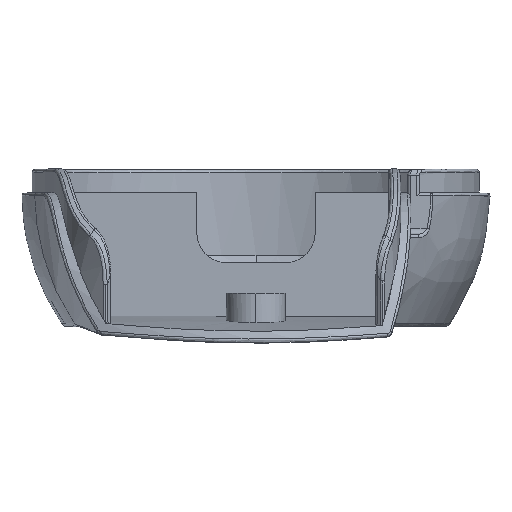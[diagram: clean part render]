
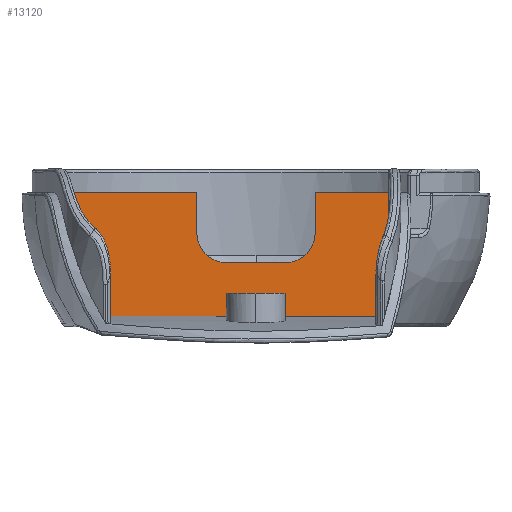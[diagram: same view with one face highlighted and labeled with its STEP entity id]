
A CAD part, top view. The second image highlights one B-rep face of the part: STEP entity #13120.
In plain terms, the highlighted planar face has unit normal (0, 0, 1).
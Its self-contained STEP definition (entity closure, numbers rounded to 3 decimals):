
#185 = DIRECTION ( 'NONE',  ( 1., 0., 0. ) ) ;
#204 = CARTESIAN_POINT ( 'NONE',  ( -13.412, 0., 50.3 ) ) ;
#524 = DIRECTION ( 'NONE',  ( -1., 0., 0. ) ) ;
#553 = DIRECTION ( 'NONE',  ( 0., 0., -1. ) ) ;
#646 = ORIENTED_EDGE ( 'NONE', *, *, #3515, .F. ) ;
#683 = CARTESIAN_POINT ( 'NONE',  ( -13.412, 500000., 50.3 ) ) ;
#746 = B_SPLINE_CURVE_WITH_KNOTS ( 'NONE', 3,
 ( #6062, #6006, #6221, #6242, #6273, #6278 ),
 .UNSPECIFIED., .F., .F.,
 ( 4, 2, 4 ),
 ( 0., 0.006, 0.011 ),
 .UNSPECIFIED. ) ;
#885 = PLANE ( 'NONE',  #5173 ) ;
#1251 = CARTESIAN_POINT ( 'NONE',  ( 20.491, -20.932, 50.3 ) ) ;
#1270 = CARTESIAN_POINT ( 'NONE',  ( 21.268, -18.643, 50.3 ) ) ;
#1322 = ORIENTED_EDGE ( 'NONE', *, *, #5554, .F. ) ;
#1431 = EDGE_CURVE ( 'NONE', #6990, #2642, #7498, .T. ) ;
#1476 = CARTESIAN_POINT ( 'NONE',  ( 21.917, -16.312, 50.3 ) ) ;
#1882 = DIRECTION ( 'NONE',  ( 1., 0., 0. ) ) ;
#1906 = DIRECTION ( 'NONE',  ( 0., 0., 1. ) ) ;
#1910 = CARTESIAN_POINT ( 'NONE',  ( 5., -6.8, 50.3 ) ) ;
#2046 = B_SPLINE_CURVE_WITH_KNOTS ( 'NONE', 3,
 ( #2467, #1476, #1270, #1251 ),
 .UNSPECIFIED., .F., .F.,
 ( 4, 4 ),
 ( 0., 0.007 ),
 .UNSPECIFIED. ) ;
#2112 = ORIENTED_EDGE ( 'NONE', *, *, #9094, .F. ) ;
#2133 = ORIENTED_EDGE ( 'NONE', *, *, #1431, .F. ) ;
#2427 = DIRECTION ( 'NONE',  ( -1., 0., 0. ) ) ;
#2467 = CARTESIAN_POINT ( 'NONE',  ( 22.434, -13.951, 50.3 ) ) ;
#2539 = DIRECTION ( 'NONE',  ( 0., 0., 1. ) ) ;
#2642 = VERTEX_POINT ( 'NONE', #12369 ) ;
#2660 = CARTESIAN_POINT ( 'NONE',  ( -5., -6.8, 50.3 ) ) ;
#2695 = VECTOR ( 'NONE', #11851, 1000. ) ;
#2781 = LINE ( 'NONE', #15735, #2695 ) ;
#2979 = ORIENTED_EDGE ( 'NONE', *, *, #13058, .F. ) ;
#3515 = EDGE_CURVE ( 'NONE', #10105, #13265, #8716, .T. ) ;
#3549 = VERTEX_POINT ( 'NONE', #4433 ) ;
#3777 = EDGE_CURVE ( 'NONE', #15891, #6486, #5517, .T. ) ;
#3919 = CARTESIAN_POINT ( 'NONE',  ( 10., -6.8, 50.3 ) ) ;
#4256 = ORIENTED_EDGE ( 'NONE', *, *, #5625, .F. ) ;
#4433 = CARTESIAN_POINT ( 'NONE',  ( 10., 0., 50.3 ) ) ;
#4737 = VERTEX_POINT ( 'NONE', #6172 ) ;
#4896 = AXIS2_PLACEMENT_3D ( 'NONE', #1910, #1906, #1882 ) ;
#4900 = EDGE_CURVE ( 'NONE', #13265, #10671, #16342, .T. ) ;
#4994 = DIRECTION ( 'NONE',  ( 0., -1., 0. ) ) ;
#5004 = CARTESIAN_POINT ( 'NONE',  ( -13.412, 0., 50.3 ) ) ;
#5031 = CARTESIAN_POINT ( 'NONE',  ( -10., 500000., 50.3 ) ) ;
#5173 = AXIS2_PLACEMENT_3D ( 'NONE', #683, #553, #524 ) ;
#5205 = CARTESIAN_POINT ( 'NONE',  ( -5., -11.8, 50.3 ) ) ;
#5353 = DIRECTION ( 'NONE',  ( 1., 0., 0. ) ) ;
#5436 = AXIS2_PLACEMENT_3D ( 'NONE', #2660, #2539, #2427 ) ;
#5517 = CIRCLE ( 'NONE', #4896, 5. ) ;
#5544 = CARTESIAN_POINT ( 'NONE',  ( 22.434, -13.951, 50.3 ) ) ;
#5554 = EDGE_CURVE ( 'NONE', #2642, #10105, #15351, .T. ) ;
#5625 = EDGE_CURVE ( 'NONE', #13692, #9052, #8427, .T. ) ;
#6006 = CARTESIAN_POINT ( 'NONE',  ( -28.734, -19.284, 50.3 ) ) ;
#6010 = CARTESIAN_POINT ( 'NONE',  ( -27.726, -20.85, 50.3 ) ) ;
#6062 = CARTESIAN_POINT ( 'NONE',  ( -27.726, -20.85, 50.3 ) ) ;
#6172 = CARTESIAN_POINT ( 'NONE',  ( 22.434, 0., 50.3 ) ) ;
#6221 = CARTESIAN_POINT ( 'NONE',  ( -29.627, -17.648, 50.3 ) ) ;
#6242 = CARTESIAN_POINT ( 'NONE',  ( -31.167, -14.259, 50.3 ) ) ;
#6273 = CARTESIAN_POINT ( 'NONE',  ( -31.811, -12.514, 50.3 ) ) ;
#6278 = CARTESIAN_POINT ( 'NONE',  ( -32.327, -10.725, 50.3 ) ) ;
#6486 = VERTEX_POINT ( 'NONE', #3919 ) ;
#6958 = VERTEX_POINT ( 'NONE', #5544 ) ;
#6990 = VERTEX_POINT ( 'NONE', #10010 ) ;
#7023 = EDGE_CURVE ( 'NONE', #3549, #4737, #14285, .T. ) ;
#7104 = VECTOR ( 'NONE', #11978, 1000. ) ;
#7498 = LINE ( 'NONE', #11945, #7104 ) ;
#7638 = FACE_OUTER_BOUND ( 'NONE', #8288, .T. ) ;
#8070 = CARTESIAN_POINT ( 'NONE',  ( 20.491, -20.932, 50.3 ) ) ;
#8130 = VECTOR ( 'NONE', #4994, 1000. ) ;
#8288 = EDGE_LOOP ( 'NONE', ( #2133, #2112, #4256, #2979, #9861, #10074, #9512, #9498, #9525, #11212, #646, #1322 ) ) ;
#8427 = B_SPLINE_CURVE_WITH_KNOTS ( 'NONE', 3,
 ( #16377, #16251, #15699, #15645 ),
 .UNSPECIFIED., .F., .F.,
 ( 4, 4 ),
 ( -0.034, 0.014 ),
 .UNSPECIFIED. ) ;
#8716 = LINE ( 'NONE', #5031, #8130 ) ;
#9052 = VERTEX_POINT ( 'NONE', #6010 ) ;
#9094 = EDGE_CURVE ( 'NONE', #9052, #6990, #746, .T. ) ;
#9498 = ORIENTED_EDGE ( 'NONE', *, *, #3777, .F. ) ;
#9512 = ORIENTED_EDGE ( 'NONE', *, *, #16361, .F. ) ;
#9525 = ORIENTED_EDGE ( 'NONE', *, *, #10325, .F. ) ;
#9861 = ORIENTED_EDGE ( 'NONE', *, *, #10107, .F. ) ;
#10010 = CARTESIAN_POINT ( 'NONE',  ( -32.327, -10.725, 50.3 ) ) ;
#10074 = ORIENTED_EDGE ( 'NONE', *, *, #7023, .F. ) ;
#10105 = VERTEX_POINT ( 'NONE', #15024 ) ;
#10107 = EDGE_CURVE ( 'NONE', #4737, #6958, #11637, .T. ) ;
#10325 = EDGE_CURVE ( 'NONE', #10671, #15891, #11305, .T. ) ;
#10671 = VERTEX_POINT ( 'NONE', #5205 ) ;
#11212 = ORIENTED_EDGE ( 'NONE', *, *, #4900, .F. ) ;
#11259 = VECTOR ( 'NONE', #14177, 1000. ) ;
#11305 = LINE ( 'NONE', #16203, #11259 ) ;
#11438 = VECTOR ( 'NONE', #15153, 1000. ) ;
#11637 = LINE ( 'NONE', #16440, #11438 ) ;
#11851 = DIRECTION ( 'NONE',  ( 0., 1., 0. ) ) ;
#11945 = CARTESIAN_POINT ( 'NONE',  ( -32.327, 500000., 50.3 ) ) ;
#11978 = DIRECTION ( 'NONE',  ( 0., 1., 0. ) ) ;
#12369 = CARTESIAN_POINT ( 'NONE',  ( -32.327, 0., 50.3 ) ) ;
#12492 = CARTESIAN_POINT ( 'NONE',  ( 5., -11.8, 50.3 ) ) ;
#13058 = EDGE_CURVE ( 'NONE', #6958, #13692, #2046, .T. ) ;
#13120 = ADVANCED_FACE ( 'NONE', ( #7638 ), #885, .F. ) ;
#13265 = VERTEX_POINT ( 'NONE', #16381 ) ;
#13692 = VERTEX_POINT ( 'NONE', #8070 ) ;
#14177 = DIRECTION ( 'NONE',  ( 1., 0., 0. ) ) ;
#14210 = VECTOR ( 'NONE', #5353, 1000. ) ;
#14285 = LINE ( 'NONE', #5004, #14210 ) ;
#15024 = CARTESIAN_POINT ( 'NONE',  ( -10., 0., 50.3 ) ) ;
#15153 = DIRECTION ( 'NONE',  ( 0., -1., 0. ) ) ;
#15337 = VECTOR ( 'NONE', #185, 1000. ) ;
#15351 = LINE ( 'NONE', #204, #15337 ) ;
#15645 = CARTESIAN_POINT ( 'NONE',  ( -27.726, -20.85, 50.3 ) ) ;
#15699 = CARTESIAN_POINT ( 'NONE',  ( -11.655, -21.06, 50.3 ) ) ;
#15735 = CARTESIAN_POINT ( 'NONE',  ( 10., 500000., 50.3 ) ) ;
#15891 = VERTEX_POINT ( 'NONE', #12492 ) ;
#16203 = CARTESIAN_POINT ( 'NONE',  ( -13.412, -11.8, 50.3 ) ) ;
#16251 = CARTESIAN_POINT ( 'NONE',  ( 4.419, -21.088, 50.3 ) ) ;
#16342 = CIRCLE ( 'NONE', #5436, 5. ) ;
#16361 = EDGE_CURVE ( 'NONE', #6486, #3549, #2781, .T. ) ;
#16377 = CARTESIAN_POINT ( 'NONE',  ( 20.491, -20.932, 50.3 ) ) ;
#16381 = CARTESIAN_POINT ( 'NONE',  ( -10., -6.8, 50.3 ) ) ;
#16440 = CARTESIAN_POINT ( 'NONE',  ( 22.434, 500000., 50.3 ) ) ;
